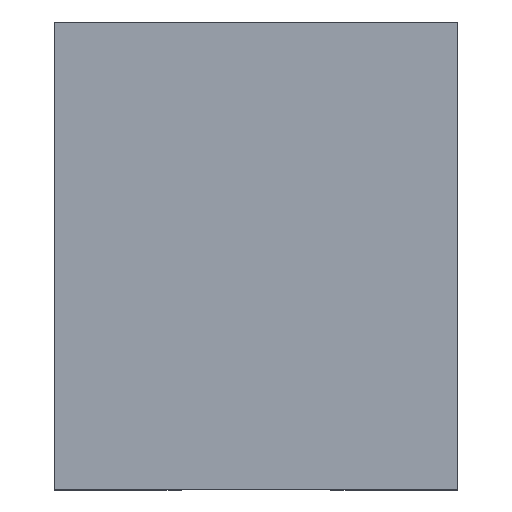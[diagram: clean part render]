
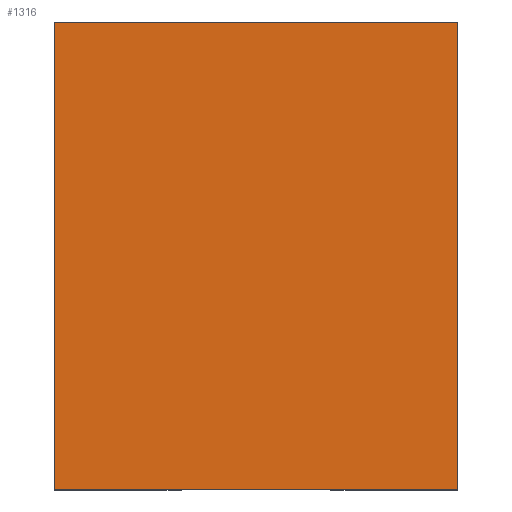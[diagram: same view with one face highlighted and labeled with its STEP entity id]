
A CAD part, top view. The second image highlights one B-rep face of the part: STEP entity #1316.
In plain terms, the highlighted planar face has unit normal (0, 0, 1).
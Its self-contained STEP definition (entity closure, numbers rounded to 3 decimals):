
#187 = PLANE('',#188);
#188 = AXIS2_PLACEMENT_3D('',#189,#190,#191);
#189 = CARTESIAN_POINT('',(-12.08,-0.82,0.));
#190 = DIRECTION('',(0.,-1.,0.));
#191 = DIRECTION('',(0.,0.,-1.));
#215 = PLANE('',#216);
#216 = AXIS2_PLACEMENT_3D('',#217,#218,#219);
#217 = CARTESIAN_POINT('',(-12.08,-0.82,0.));
#218 = DIRECTION('',(-1.,0.,0.));
#219 = DIRECTION('',(0.,0.,1.));
#584 = VERTEX_POINT('',#585);
#585 = CARTESIAN_POINT('',(-12.08,-0.82,10.85));
#606 = EDGE_CURVE('',#607,#584,#609,.T.);
#607 = VERTEX_POINT('',#608);
#608 = CARTESIAN_POINT('',(-12.08,21.28,10.85));
#609 = SURFACE_CURVE('',#610,(#614,#621),.PCURVE_S1.);
#610 = LINE('',#611,#612);
#611 = CARTESIAN_POINT('',(-12.08,-0.82,10.85));
#612 = VECTOR('',#613,1.);
#613 = DIRECTION('',(0.,-1.,0.));
#614 = PCURVE('',#215,#615);
#615 = DEFINITIONAL_REPRESENTATION('',(#616),#620);
#616 = LINE('',#617,#618);
#617 = CARTESIAN_POINT('',(10.85,0.));
#618 = VECTOR('',#619,1.);
#619 = DIRECTION('',(0.,-1.));
#620 = ( GEOMETRIC_REPRESENTATION_CONTEXT(2) 
PARAMETRIC_REPRESENTATION_CONTEXT() REPRESENTATION_CONTEXT('2D SPACE',''
  ) );
#621 = PCURVE('',#622,#627);
#622 = PLANE('',#623);
#623 = AXIS2_PLACEMENT_3D('',#624,#625,#626);
#624 = CARTESIAN_POINT('',(-12.08,21.28,10.85));
#625 = DIRECTION('',(0.,0.,-1.));
#626 = DIRECTION('',(-1.,0.,0.));
#627 = DEFINITIONAL_REPRESENTATION('',(#628),#632);
#628 = LINE('',#629,#630);
#629 = CARTESIAN_POINT('',(0.,-22.1));
#630 = VECTOR('',#631,1.);
#631 = DIRECTION('',(0.,-1.));
#632 = ( GEOMETRIC_REPRESENTATION_CONTEXT(2) 
PARAMETRIC_REPRESENTATION_CONTEXT() REPRESENTATION_CONTEXT('2D SPACE',''
  ) );
#650 = PLANE('',#651);
#651 = AXIS2_PLACEMENT_3D('',#652,#653,#654);
#652 = CARTESIAN_POINT('',(-12.08,21.28,0.));
#653 = DIRECTION('',(0.,1.,0.));
#654 = DIRECTION('',(0.,0.,1.));
#745 = VERTEX_POINT('',#746);
#746 = CARTESIAN_POINT('',(7.,-0.82,10.85));
#760 = PLANE('',#761);
#761 = AXIS2_PLACEMENT_3D('',#762,#763,#764);
#762 = CARTESIAN_POINT('',(7.,-0.82,0.));
#763 = DIRECTION('',(1.,0.,0.));
#764 = DIRECTION('',(0.,0.,-1.));
#772 = EDGE_CURVE('',#584,#745,#773,.T.);
#773 = SURFACE_CURVE('',#774,(#778,#785),.PCURVE_S1.);
#774 = LINE('',#775,#776);
#775 = CARTESIAN_POINT('',(-12.08,-0.82,10.85));
#776 = VECTOR('',#777,1.);
#777 = DIRECTION('',(1.,0.,0.));
#778 = PCURVE('',#187,#779);
#779 = DEFINITIONAL_REPRESENTATION('',(#780),#784);
#780 = LINE('',#781,#782);
#781 = CARTESIAN_POINT('',(-10.85,0.));
#782 = VECTOR('',#783,1.);
#783 = DIRECTION('',(0.,1.));
#784 = ( GEOMETRIC_REPRESENTATION_CONTEXT(2) 
PARAMETRIC_REPRESENTATION_CONTEXT() REPRESENTATION_CONTEXT('2D SPACE',''
  ) );
#785 = PCURVE('',#622,#786);
#786 = DEFINITIONAL_REPRESENTATION('',(#787),#791);
#787 = LINE('',#788,#789);
#788 = CARTESIAN_POINT('',(0.,-22.1));
#789 = VECTOR('',#790,1.);
#790 = DIRECTION('',(-1.,0.));
#791 = ( GEOMETRIC_REPRESENTATION_CONTEXT(2) 
PARAMETRIC_REPRESENTATION_CONTEXT() REPRESENTATION_CONTEXT('2D SPACE',''
  ) );
#1273 = EDGE_CURVE('',#1274,#607,#1276,.T.);
#1274 = VERTEX_POINT('',#1275);
#1275 = CARTESIAN_POINT('',(7.,21.28,10.85));
#1276 = SURFACE_CURVE('',#1277,(#1281,#1288),.PCURVE_S1.);
#1277 = LINE('',#1278,#1279);
#1278 = CARTESIAN_POINT('',(-12.08,21.28,10.85));
#1279 = VECTOR('',#1280,1.);
#1280 = DIRECTION('',(-1.,0.,0.));
#1281 = PCURVE('',#650,#1282);
#1282 = DEFINITIONAL_REPRESENTATION('',(#1283),#1287);
#1283 = LINE('',#1284,#1285);
#1284 = CARTESIAN_POINT('',(10.85,0.));
#1285 = VECTOR('',#1286,1.);
#1286 = DIRECTION('',(0.,-1.));
#1287 = ( GEOMETRIC_REPRESENTATION_CONTEXT(2) 
PARAMETRIC_REPRESENTATION_CONTEXT() REPRESENTATION_CONTEXT('2D SPACE',''
  ) );
#1288 = PCURVE('',#622,#1289);
#1289 = DEFINITIONAL_REPRESENTATION('',(#1290),#1294);
#1290 = LINE('',#1291,#1292);
#1291 = CARTESIAN_POINT('',(0.,0.));
#1292 = VECTOR('',#1293,1.);
#1293 = DIRECTION('',(1.,0.));
#1294 = ( GEOMETRIC_REPRESENTATION_CONTEXT(2) 
PARAMETRIC_REPRESENTATION_CONTEXT() REPRESENTATION_CONTEXT('2D SPACE',''
  ) );
#1316 = ADVANCED_FACE('',(#1317),#622,.F.);
#1317 = FACE_BOUND('',#1318,.T.);
#1318 = EDGE_LOOP('',(#1319,#1320,#1321,#1342));
#1319 = ORIENTED_EDGE('',*,*,#606,.T.);
#1320 = ORIENTED_EDGE('',*,*,#772,.T.);
#1321 = ORIENTED_EDGE('',*,*,#1322,.T.);
#1322 = EDGE_CURVE('',#745,#1274,#1323,.T.);
#1323 = SURFACE_CURVE('',#1324,(#1328,#1335),.PCURVE_S1.);
#1324 = LINE('',#1325,#1326);
#1325 = CARTESIAN_POINT('',(7.,-0.82,10.85));
#1326 = VECTOR('',#1327,1.);
#1327 = DIRECTION('',(0.,1.,0.));
#1328 = PCURVE('',#622,#1329);
#1329 = DEFINITIONAL_REPRESENTATION('',(#1330),#1334);
#1330 = LINE('',#1331,#1332);
#1331 = CARTESIAN_POINT('',(-19.08,-22.1));
#1332 = VECTOR('',#1333,1.);
#1333 = DIRECTION('',(0.,1.));
#1334 = ( GEOMETRIC_REPRESENTATION_CONTEXT(2) 
PARAMETRIC_REPRESENTATION_CONTEXT() REPRESENTATION_CONTEXT('2D SPACE',''
  ) );
#1335 = PCURVE('',#760,#1336);
#1336 = DEFINITIONAL_REPRESENTATION('',(#1337),#1341);
#1337 = LINE('',#1338,#1339);
#1338 = CARTESIAN_POINT('',(-10.85,0.));
#1339 = VECTOR('',#1340,1.);
#1340 = DIRECTION('',(0.,1.));
#1341 = ( GEOMETRIC_REPRESENTATION_CONTEXT(2) 
PARAMETRIC_REPRESENTATION_CONTEXT() REPRESENTATION_CONTEXT('2D SPACE',''
  ) );
#1342 = ORIENTED_EDGE('',*,*,#1273,.T.);
